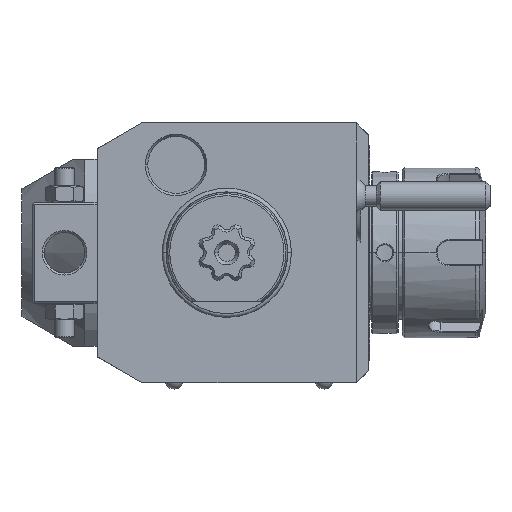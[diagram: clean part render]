
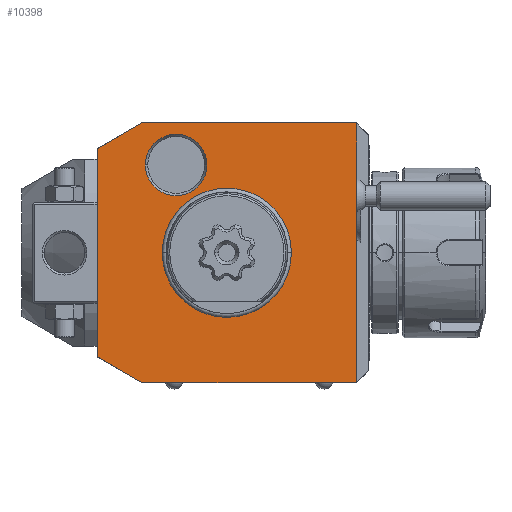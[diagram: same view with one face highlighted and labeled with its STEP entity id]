
A CAD part, front view. The second image highlights one B-rep face of the part: STEP entity #10398.
In plain terms, the highlighted planar face has unit normal (0, -1, 0).
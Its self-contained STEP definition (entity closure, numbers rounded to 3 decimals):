
#1=DIRECTION('',(-0.866,0.,-0.5));
#2=VECTOR('',#1,12.702);
#3=CARTESIAN_POINT('',(-21.,0.,32.));
#4=LINE('',#3,#2);
#5=DIRECTION('',(-1.,0.,0.));
#6=VECTOR('',#5,53.);
#7=CARTESIAN_POINT('',(32.,0.,32.));
#8=LINE('',#7,#6);
#9=DIRECTION('',(0.,0.,1.));
#10=VECTOR('',#9,64.);
#11=CARTESIAN_POINT('',(32.,0.,-32.));
#12=LINE('',#11,#10);
#13=DIRECTION('',(1.,0.,0.));
#14=VECTOR('',#13,53.);
#15=CARTESIAN_POINT('',(-21.,0.,-32.));
#16=LINE('',#15,#14);
#17=DIRECTION('',(0.866,0.,-0.5));
#18=VECTOR('',#17,12.702);
#19=CARTESIAN_POINT('',(-32.,0.,-25.649));
#20=LINE('',#19,#18);
#21=DIRECTION('',(0.,0.,-1.));
#22=VECTOR('',#21,51.298);
#23=CARTESIAN_POINT('',(-32.,0.,25.649));
#24=LINE('',#23,#22);
#25=CARTESIAN_POINT('',(-12.5,0.,21.651));
#26=DIRECTION('',(0.,1.,0.));
#27=DIRECTION('',(1.,0.,0.));
#28=AXIS2_PLACEMENT_3D('',#25,#26,#27);
#30=CARTESIAN_POINT('',(-12.5,0.,21.651));
#31=DIRECTION('',(0.,1.,0.));
#32=DIRECTION('',(-1.,0.,0.));
#33=AXIS2_PLACEMENT_3D('',#30,#31,#32);
#7112=CARTESIAN_POINT('',(0.,0.,0.));
#7113=DIRECTION('',(0.,-1.,0.));
#7114=DIRECTION('',(1.,0.,0.));
#7115=AXIS2_PLACEMENT_3D('',#7112,#7113,#7114);
#7117=CARTESIAN_POINT('',(0.,0.,0.));
#7118=DIRECTION('',(0.,-1.,0.));
#7119=DIRECTION('',(-1.,0.,0.));
#7120=AXIS2_PLACEMENT_3D('',#7117,#7118,#7119);
#9359=CARTESIAN_POINT('',(-4.923,0.,21.651));
#9360=CARTESIAN_POINT('',(-20.077,0.,21.651));
#9361=VERTEX_POINT('',#9359);
#9362=VERTEX_POINT('',#9360);
#10117=CARTESIAN_POINT('',(-21.,0.,32.));
#10118=CARTESIAN_POINT('',(-32.,0.,25.649));
#10119=VERTEX_POINT('',#10117);
#10120=VERTEX_POINT('',#10118);
#10121=CARTESIAN_POINT('',(-32.,0.,-25.649));
#10122=VERTEX_POINT('',#10121);
#10123=CARTESIAN_POINT('',(-21.,0.,-32.));
#10124=VERTEX_POINT('',#10123);
#10125=CARTESIAN_POINT('',(32.,0.,-32.));
#10126=VERTEX_POINT('',#10125);
#10127=CARTESIAN_POINT('',(32.,0.,32.));
#10128=VERTEX_POINT('',#10127);
#10245=CARTESIAN_POINT('',(15.783,0.,0.));
#10246=CARTESIAN_POINT('',(-15.783,0.,0.));
#10247=VERTEX_POINT('',#10245);
#10248=VERTEX_POINT('',#10246);
#10367=CARTESIAN_POINT('',(0.,0.,0.));
#10368=DIRECTION('',(0.,-1.,0.));
#10369=DIRECTION('',(-1.,0.,0.));
#10370=AXIS2_PLACEMENT_3D('',#10367,#10368,#10369);
#10371=PLANE('',#10370);
#10373=ORIENTED_EDGE('',*,*,#10372,.F.);
#10375=ORIENTED_EDGE('',*,*,#10374,.F.);
#10377=ORIENTED_EDGE('',*,*,#10376,.F.);
#10379=ORIENTED_EDGE('',*,*,#10378,.F.);
#10381=ORIENTED_EDGE('',*,*,#10380,.F.);
#10383=ORIENTED_EDGE('',*,*,#10382,.F.);
#10384=EDGE_LOOP('',(#10373,#10375,#10377,#10379,#10381,#10383));
#10385=FACE_OUTER_BOUND('',#10384,.F.);
#10387=ORIENTED_EDGE('',*,*,#10386,.T.);
#10389=ORIENTED_EDGE('',*,*,#10388,.T.);
#10390=EDGE_LOOP('',(#10387,#10389));
#10391=FACE_BOUND('',#10390,.F.);
#10393=ORIENTED_EDGE('',*,*,#10392,.F.);
#10395=ORIENTED_EDGE('',*,*,#10394,.F.);
#10396=EDGE_LOOP('',(#10393,#10395));
#10397=FACE_BOUND('',#10396,.F.);
#29=CIRCLE('',#28,7.577);
#34=CIRCLE('',#33,7.577);
#7116=CIRCLE('',#7115,15.783);
#7121=CIRCLE('',#7120,15.783);
#10372=EDGE_CURVE('',#10119,#10120,#4,.T.);
#10374=EDGE_CURVE('',#10128,#10119,#8,.T.);
#10376=EDGE_CURVE('',#10126,#10128,#12,.T.);
#10378=EDGE_CURVE('',#10124,#10126,#16,.T.);
#10380=EDGE_CURVE('',#10122,#10124,#20,.T.);
#10382=EDGE_CURVE('',#10120,#10122,#24,.T.);
#10386=EDGE_CURVE('',#10247,#10248,#7116,.T.);
#10388=EDGE_CURVE('',#10248,#10247,#7121,.T.);
#10392=EDGE_CURVE('',#9361,#9362,#29,.T.);
#10394=EDGE_CURVE('',#9362,#9361,#34,.T.);
#10398=ADVANCED_FACE('',(#10385,#10391,#10397),#10371,.T.);
